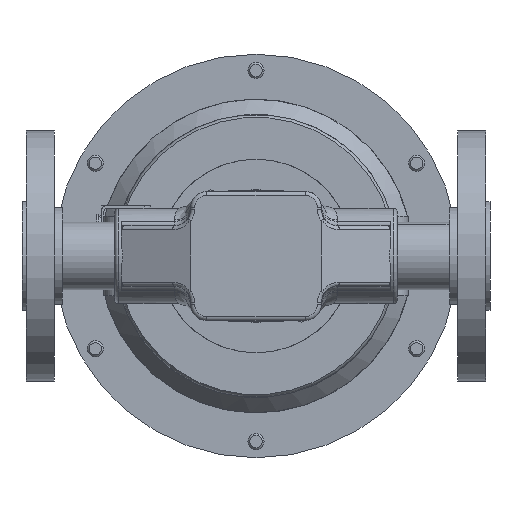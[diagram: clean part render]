
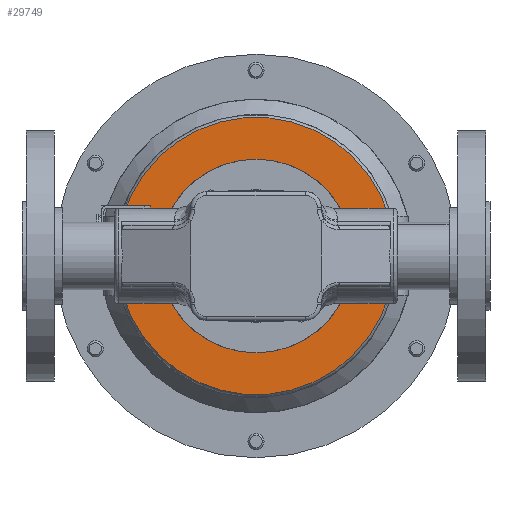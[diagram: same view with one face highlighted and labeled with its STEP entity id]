
A CAD part, front view. The second image highlights one B-rep face of the part: STEP entity #29749.
In plain terms, the highlighted planar face has unit normal (0, -1, 0).
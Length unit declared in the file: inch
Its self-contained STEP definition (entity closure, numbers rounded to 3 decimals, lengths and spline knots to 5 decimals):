
#657 = VECTOR ( 'NONE', #5363, 39.37008 ) ;
#689 = DIRECTION ( 'NONE',  ( 1., 0., 0. ) ) ;
#881 = DIRECTION ( 'NONE',  ( 1., 0., 0. ) ) ;
#1149 = EDGE_CURVE ( 'NONE', #31238, #21437, #9411, .T. ) ;
#1475 = AXIS2_PLACEMENT_3D ( 'NONE', #3290, #17959, #881 ) ;
#1557 = VECTOR ( 'NONE', #8737, 39.37008 ) ;
#1714 = ORIENTED_EDGE ( 'NONE', *, *, #7216, .F. ) ;
#1838 = DIRECTION ( 'NONE',  ( 0., 0., 1. ) ) ;
#2827 = EDGE_CURVE ( 'NONE', #5241, #24561, #5989, .T. ) ;
#3073 = LINE ( 'NONE', #11213, #1557 ) ;
#3119 = PLANE ( 'NONE',  #21539 ) ;
#3290 = CARTESIAN_POINT ( 'NONE',  ( 2.80939, 10.8648, 6.13943 ) ) ;
#3836 = EDGE_CURVE ( 'NONE', #17677, #11985, #5651, .T. ) ;
#3848 = EDGE_CURVE ( 'NONE', #24561, #17764, #23663, .T. ) ;
#3896 = CARTESIAN_POINT ( 'NONE',  ( 2.80939, 10.8648, 6.13943 ) ) ;
#3918 = CIRCLE ( 'NONE', #7998, 1.5 ) ;
#3919 = ORIENTED_EDGE ( 'NONE', *, *, #15249, .T. ) ;
#4028 = CARTESIAN_POINT ( 'NONE',  ( 2.80939, 10.8648, 6.13943 ) ) ;
#4260 = CARTESIAN_POINT ( 'NONE',  ( 2.80939, 10.8648, 6.13943 ) ) ;
#4318 = DIRECTION ( 'NONE',  ( 1., 0., 0. ) ) ;
#4853 = CARTESIAN_POINT ( 'NONE',  ( 0.74181, 10.8648, 6.72443 ) ) ;
#4868 = CIRCLE ( 'NONE', #25473, 2.4285 ) ;
#5241 = VERTEX_POINT ( 'NONE', #19273 ) ;
#5273 = CARTESIAN_POINT ( 'NONE',  ( 2.80939, 10.8648, 6.13943 ) ) ;
#5363 = DIRECTION ( 'NONE',  ( -1., 0., 0. ) ) ;
#5422 = EDGE_CURVE ( 'NONE', #19695, #30475, #3073, .T. ) ;
#5651 = LINE ( 'NONE', #21249, #17170 ) ;
#5989 = LINE ( 'NONE', #22808, #18268 ) ;
#6656 = FACE_BOUND ( 'NONE', #14086, .T. ) ;
#6842 = ORIENTED_EDGE ( 'NONE', *, *, #2827, .T. ) ;
#7187 = CIRCLE ( 'NONE', #20647, 2.14874 ) ;
#7216 = EDGE_CURVE ( 'NONE', #22497, #18504, #12428, .T. ) ;
#7576 = ORIENTED_EDGE ( 'NONE', *, *, #13515, .T. ) ;
#7891 = EDGE_CURVE ( 'NONE', #30475, #31238, #7187, .T. ) ;
#7998 = AXIS2_PLACEMENT_3D ( 'NONE', #4260, #18908, #1838 ) ;
#8159 = CARTESIAN_POINT ( 'NONE',  ( 5.23789, 10.8648, 6.13943 ) ) ;
#8312 = AXIS2_PLACEMENT_3D ( 'NONE', #5273, #30236, #15672 ) ;
#8403 = CIRCLE ( 'NONE', #8312, 2.14874 ) ;
#8737 = DIRECTION ( 'NONE',  ( -1., 0., 0. ) ) ;
#9037 = DIRECTION ( 'NONE',  ( 1., 0., 0. ) ) ;
#9411 = LINE ( 'NONE', #28906, #657 ) ;
#10776 = CARTESIAN_POINT ( 'NONE',  ( 2.80939, 10.8648, 5.67943 ) ) ;
#11213 = CARTESIAN_POINT ( 'NONE',  ( 0.69637, 10.8648, 6.72443 ) ) ;
#11985 = VERTEX_POINT ( 'NONE', #19388 ) ;
#12428 = CIRCLE ( 'NONE', #24182, 1.5 ) ;
#12713 = EDGE_CURVE ( 'NONE', #11985, #5241, #8403, .T. ) ;
#13515 = EDGE_CURVE ( 'NONE', #21437, #17677, #13928, .T. ) ;
#13568 = CARTESIAN_POINT ( 'NONE',  ( 2.80939, 10.8648, 6.13943 ) ) ;
#13627 = DIRECTION ( 'NONE',  ( 0., -1., 0. ) ) ;
#13788 = DIRECTION ( 'NONE',  ( 1., 0., 0. ) ) ;
#13928 = CIRCLE ( 'NONE', #1475, 2.1925 ) ;
#13934 = ORIENTED_EDGE ( 'NONE', *, *, #3836, .T. ) ;
#14086 = EDGE_LOOP ( 'NONE', ( #25688, #1714 ) ) ;
#15039 = ORIENTED_EDGE ( 'NONE', *, *, #7891, .T. ) ;
#15199 = DIRECTION ( 'NONE',  ( 0., -1., 0. ) ) ;
#15249 = EDGE_CURVE ( 'NONE', #17764, #19695, #4868, .T. ) ;
#15672 = DIRECTION ( 'NONE',  ( 1., 0., 0. ) ) ;
#15848 = FACE_OUTER_BOUND ( 'NONE', #29474, .T. ) ;
#16014 = DIRECTION ( 'NONE',  ( 1., 0., 0. ) ) ;
#17170 = VECTOR ( 'NONE', #9037, 39.37008 ) ;
#17666 = CARTESIAN_POINT ( 'NONE',  ( 2.80939, 10.8648, 7.63943 ) ) ;
#17677 = VERTEX_POINT ( 'NONE', #18728 ) ;
#17764 = VERTEX_POINT ( 'NONE', #8159 ) ;
#17788 = DIRECTION ( 'NONE',  ( 0., 1., 0. ) ) ;
#17959 = DIRECTION ( 'NONE',  ( 0., -1., 0. ) ) ;
#18268 = VECTOR ( 'NONE', #30102, 39.37008 ) ;
#18504 = VERTEX_POINT ( 'NONE', #29375 ) ;
#18662 = CARTESIAN_POINT ( 'NONE',  ( 0.69637, 10.8648, 6.72443 ) ) ;
#18681 = DIRECTION ( 'NONE',  ( 0., -1., 0. ) ) ;
#18728 = CARTESIAN_POINT ( 'NONE',  ( 0.69637, 10.8648, 5.55443 ) ) ;
#18908 = DIRECTION ( 'NONE',  ( 0., -1., 0. ) ) ;
#19273 = CARTESIAN_POINT ( 'NONE',  ( 4.87696, 10.8648, 5.55443 ) ) ;
#19353 = AXIS2_PLACEMENT_3D ( 'NONE', #4028, #18681, #13788 ) ;
#19388 = CARTESIAN_POINT ( 'NONE',  ( 0.74181, 10.8648, 5.55443 ) ) ;
#19546 = CARTESIAN_POINT ( 'NONE',  ( 5.16637, 10.8648, 6.72443 ) ) ;
#19695 = VERTEX_POINT ( 'NONE', #19546 ) ;
#20647 = AXIS2_PLACEMENT_3D ( 'NONE', #13568, #30591, #16014 ) ;
#21249 = CARTESIAN_POINT ( 'NONE',  ( 0.69637, 10.8648, 5.55443 ) ) ;
#21437 = VERTEX_POINT ( 'NONE', #18662 ) ;
#21539 = AXIS2_PLACEMENT_3D ( 'NONE', #10776, #17788, #689 ) ;
#22497 = VERTEX_POINT ( 'NONE', #17666 ) ;
#22798 = EDGE_CURVE ( 'NONE', #18504, #22497, #3918, .T. ) ;
#22808 = CARTESIAN_POINT ( 'NONE',  ( 0.69637, 10.8648, 5.55443 ) ) ;
#23663 = CIRCLE ( 'NONE', #19353, 2.4285 ) ;
#24182 = AXIS2_PLACEMENT_3D ( 'NONE', #29752, #15199, #27344 ) ;
#24526 = ORIENTED_EDGE ( 'NONE', *, *, #5422, .T. ) ;
#24561 = VERTEX_POINT ( 'NONE', #28450 ) ;
#25076 = ORIENTED_EDGE ( 'NONE', *, *, #12713, .T. ) ;
#25473 = AXIS2_PLACEMENT_3D ( 'NONE', #3896, #13627, #4318 ) ;
#25688 = ORIENTED_EDGE ( 'NONE', *, *, #22798, .F. ) ;
#26191 = CARTESIAN_POINT ( 'NONE',  ( 4.87696, 10.8648, 6.72443 ) ) ;
#27344 = DIRECTION ( 'NONE',  ( 0., 0., 1. ) ) ;
#27870 = ORIENTED_EDGE ( 'NONE', *, *, #3848, .T. ) ;
#28450 = CARTESIAN_POINT ( 'NONE',  ( 5.16637, 10.8648, 5.55443 ) ) ;
#28906 = CARTESIAN_POINT ( 'NONE',  ( 0.69637, 10.8648, 6.72443 ) ) ;
#29352 = ORIENTED_EDGE ( 'NONE', *, *, #1149, .T. ) ;
#29375 = CARTESIAN_POINT ( 'NONE',  ( 2.80939, 10.8648, 4.63943 ) ) ;
#29474 = EDGE_LOOP ( 'NONE', ( #15039, #29352, #7576, #13934, #25076, #6842, #27870, #3919, #24526 ) ) ;
#29749 = ADVANCED_FACE ( 'NONE', ( #6656, #15848 ), #3119, .F. ) ;
#29752 = CARTESIAN_POINT ( 'NONE',  ( 2.80939, 10.8648, 6.13943 ) ) ;
#30102 = DIRECTION ( 'NONE',  ( 1., 0., 0. ) ) ;
#30236 = DIRECTION ( 'NONE',  ( 0., -1., 0. ) ) ;
#30475 = VERTEX_POINT ( 'NONE', #26191 ) ;
#30591 = DIRECTION ( 'NONE',  ( 0., -1., 0. ) ) ;
#31238 = VERTEX_POINT ( 'NONE', #4853 ) ;
